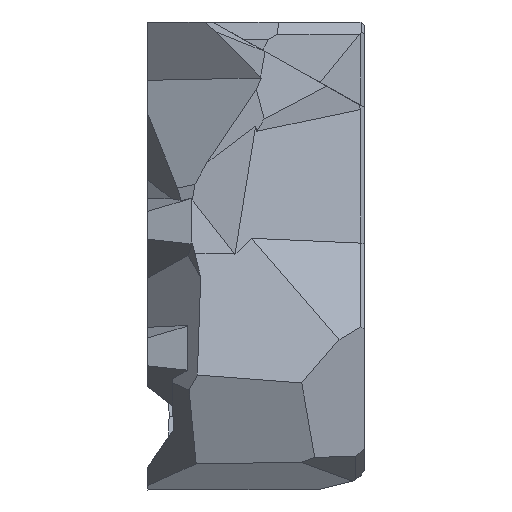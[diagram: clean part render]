
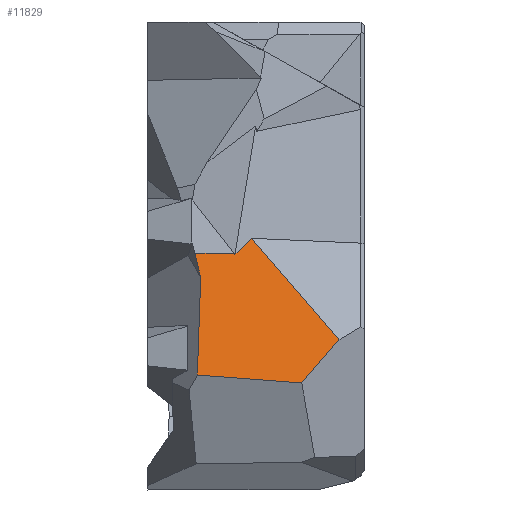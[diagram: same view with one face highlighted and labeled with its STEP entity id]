
A CAD part, left-side view. The second image highlights one B-rep face of the part: STEP entity #11829.
In plain terms, the highlighted planar face has unit normal (-0.966, 0, 0.261).
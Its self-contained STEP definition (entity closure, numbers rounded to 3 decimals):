
#1860=FACE_OUTER_BOUND('',#2490,.T.);
#2490=EDGE_LOOP('',(#10853,#10854,#10855,#10856,#10857,#10858,#10859,#10860));
#2756=LINE('',#22672,#3639);
#2758=LINE('',#22677,#3641);
#2826=LINE('',#22838,#3709);
#2827=LINE('',#22840,#3710);
#3166=LINE('',#29438,#4049);
#3371=LINE('',#47446,#4254);
#3372=LINE('',#47449,#4255);
#3373=LINE('',#47450,#4256);
#3639=VECTOR('',#13066,10.);
#3641=VECTOR('',#13072,10.);
#3709=VECTOR('',#13190,10.);
#3710=VECTOR('',#13193,10.);
#4049=VECTOR('',#13780,10.);
#4254=VECTOR('',#14333,10.);
#4255=VECTOR('',#14336,10.);
#4256=VECTOR('',#14337,10.);
#4668=VERTEX_POINT('',#22668);
#4669=VERTEX_POINT('',#22670);
#4670=VERTEX_POINT('',#22676);
#4717=VERTEX_POINT('',#22834);
#4718=VERTEX_POINT('',#22836);
#5119=VERTEX_POINT('',#29435);
#5120=VERTEX_POINT('',#29437);
#5506=VERTEX_POINT('',#47448);
#6045=EDGE_CURVE('',#4669,#4668,#2756,.T.);
#6047=EDGE_CURVE('',#4670,#4669,#2758,.T.);
#6121=EDGE_CURVE('',#4718,#4717,#2826,.T.);
#6122=EDGE_CURVE('',#4718,#4668,#2827,.F.);
#6725=EDGE_CURVE('',#5119,#5120,#3166,.T.);
#7312=EDGE_CURVE('',#5120,#4670,#3371,.T.);
#7313=EDGE_CURVE('',#5119,#5506,#3372,.T.);
#7314=EDGE_CURVE('',#4717,#5506,#3373,.T.);
#10853=ORIENTED_EDGE('',*,*,#7312,.F.);
#10854=ORIENTED_EDGE('',*,*,#6725,.F.);
#10855=ORIENTED_EDGE('',*,*,#7313,.T.);
#10856=ORIENTED_EDGE('',*,*,#7314,.F.);
#10857=ORIENTED_EDGE('',*,*,#6121,.F.);
#10858=ORIENTED_EDGE('',*,*,#6122,.T.);
#10859=ORIENTED_EDGE('',*,*,#6045,.F.);
#10860=ORIENTED_EDGE('',*,*,#6047,.F.);
#11243=PLANE('',#12388);
#11829=ADVANCED_FACE('',(#1860),#11243,.F.);
#12388=AXIS2_PLACEMENT_3D('',#47447,#14334,#14335);
#13066=DIRECTION('',(0.254,0.23,0.94));
#13072=DIRECTION('',(0.26,-0.033,0.965));
#13190=DIRECTION('',(-0.21,-0.59,-0.779));
#13193=DIRECTION('',(0.,-1.,0.));
#13780=DIRECTION('',(-0.2,0.64,-0.742));
#14333=DIRECTION('',(0.02,0.997,0.075));
#14334=DIRECTION('center_axis',(0.965,0.,
-0.261));
#14335=DIRECTION('ref_axis',(-0.261,0.,-0.965));
#14336=DIRECTION('',(0.2,0.64,0.742));
#14337=DIRECTION('',(0.185,-0.705,0.685));
#22668=CARTESIAN_POINT('',(-31.121,-5.979,32.254));
#22670=CARTESIAN_POINT('',(-31.929,-6.712,29.257));
#22672=CARTESIAN_POINT('',(-27.9,-3.061,44.189));
#22676=CARTESIAN_POINT('',(-35.265,-6.292,16.896));
#22677=CARTESIAN_POINT('',(-30.401,-6.905,34.919));
#22834=CARTESIAN_POINT('',(-31.151,-11.042,32.142));
#22836=CARTESIAN_POINT('',(-31.121,-10.956,32.254));
#22838=CARTESIAN_POINT('',(-31.026,-10.692,32.604));
#22840=CARTESIAN_POINT('',(-31.121,-27.5,32.254));
#29435=CARTESIAN_POINT('',(-34.062,-24.186,21.352));
#29437=CARTESIAN_POINT('',(-35.534,-19.483,15.897));
#29438=CARTESIAN_POINT('',(-34.793,-21.852,18.645));
#47446=CARTESIAN_POINT('',(-35.564,-20.969,15.785));
#47447=CARTESIAN_POINT('Origin',(-31.121,-27.5,32.254));
#47448=CARTESIAN_POINT('',(-30.604,-13.131,34.17));
#47449=CARTESIAN_POINT('',(-33.525,-22.468,23.344));
#47450=CARTESIAN_POINT('',(-28.391,-21.577,42.369));
